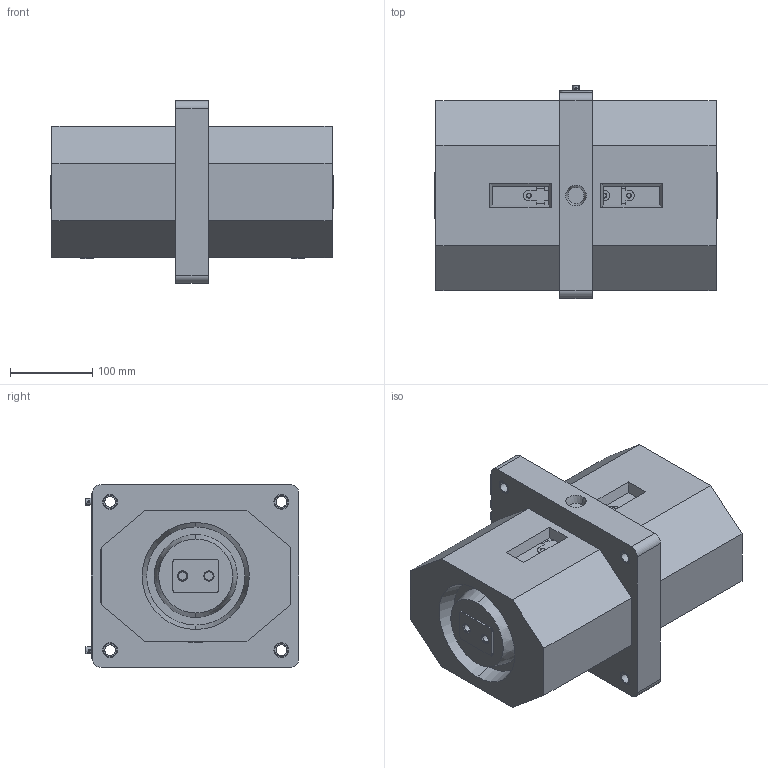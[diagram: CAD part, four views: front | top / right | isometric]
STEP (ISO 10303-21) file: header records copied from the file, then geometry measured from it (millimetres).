
FILE_DESCRIPTION (( 'STEP AP214' ), '1' );
FILE_NAME ('ﾒﾋﾊ-ﾑﾒ-10-ﾒﾏﾊ4.STEP', '2023-07-17T10:37:58', ( '' ), ( '' ), 'SwSTEP 2.0', 'SolidWorks 2014', '' );
FILE_SCHEMA (( 'AUTOMOTIVE_DESIGN' ));
Length unit declared in the file: millimetre
Products named in the file (16): slotted capstan screw_din_DIN 404 M5 x 6 --- 6N; ÂÅÈÓ.754312.219 Òàáëè÷êà òåõíè÷åñêèõ äàííûõ ÒËÊ-ÑÒ-10-ÒÏÊ; 屡扔.754342.003 亦犭梓赅 忭桁囗桢; ÂÅÈÓ.735314.032 Êðûøêà çàùèòíàÿ_-03; Ïàêåò Ì5õ10; ﾘ琺矜 5.01.016 ﾃﾎﾑﾒ11371-70 (DIN125A); ﾘ琺矜 5.65ﾃ.019 ﾃﾎﾑﾒ6402-70 (DIN127B); 妈眚 󊙅0.019 梦岩 17473-80; ÂÅÈÓ.671224.304-01-05 Ñáîðêà òðàíñôîðìàòîðà ñ çàëèâêîé_3å ®¡¬®â®ç­ë©; ÂÅÈÓ.758472.015 Ãàéêà; 屡扔.713174.003 买箅赅_-01; ÂÅÈÓ.671224.204-06 Ñáîðêà àêòèâíîé ÷àñòè ÒÏÊ-10-4_3-å ®¡¬.; 屡扔.758472.007 绵殛郷-02; 屡扔.757465.009 袜觐礤黜桕; Êîðïóñ ÒËÊ-ÑÒ-10-ÒÏÊ4^ÂÅÈÓ.671224.304-01-05 Ñáîðêà òðàíñôîðìàòîðà ñ çàëèâêîé_3å ®¡¬®â®ç­ë©; ﾒﾋﾊ-ﾑﾒ-10-ﾒﾏﾊ4
Assembly tree (31 placements, depth 4):
  ﾒﾋﾊ-ﾑﾒ-10-ﾒﾏﾊ4
    ÂÅÈÓ.671224.304-01-05 Ñáîðêà òðàíñôîðìàòîðà ñ çàëèâêîé_3å ®¡¬®â®ç­ë©
      Êîðïóñ ÒËÊ-ÑÒ-10-ÒÏÊ4^ÂÅÈÓ.671224.304-01-05 Ñáîðêà òðàíñôîðìàòîðà ñ çàëèâêîé_3å ®¡¬®â®ç­ë©
      ÂÅÈÓ.671224.204-06 Ñáîðêà àêòèâíîé ÷àñòè ÒÏÊ-10-4_3-å ®¡¬.
        屡扔.757465.009 袜觐礤黜桕  x2
        屡扔.758472.007 绵殛郷-02  x6
      屡扔.713174.003 买箅赅_-01  x4
      ÂÅÈÓ.758472.015 Ãàéêà  x2
    Ïàêåò Ì5õ10  x6
      妈眚 󊙅0.019 梦岩 17473-80
      ﾘ琺矜 5.65ﾃ.019 ﾃﾎﾑﾒ6402-70 (DIN127B)
      ﾘ琺矜 5.01.016 ﾃﾎﾑﾒ11371-70 (DIN125A)
    ÂÅÈÓ.735314.032 Êðûøêà çàùèòíàÿ_-03
    屡扔.754342.003 亦犭梓赅 忭桁囗桢
    ÂÅÈÓ.754312.219 Òàáëè÷êà òåõíè÷åñêèõ äàííûõ ÒËÊ-ÑÒ-10-ÒÏÊ
    slotted capstan screw_din_DIN 404 M5 x 6 --- 6N  x2
Bounding box: 344 x 259.08 x 222 mm (x, y, z)
Volume: 10132465.7 mm3; surface area: 1037322.3 mm2
Topology: 38 solids, 44 shells, 1949 faces, 4852 edges, 3054 vertices
Faces by surface type: plane 760, cylinder 560, cone 277, bspline 188, torus 144, sphere 20
Entity records: 55375 total; most frequent: CARTESIAN_POINT 20153, ORIENTED_EDGE 7448, DIRECTION 6816, EDGE_CURVE 3724, AXIS2_PLACEMENT_3D 2442, VERTEX_POINT 2377, LINE 1932, VECTOR 1932
